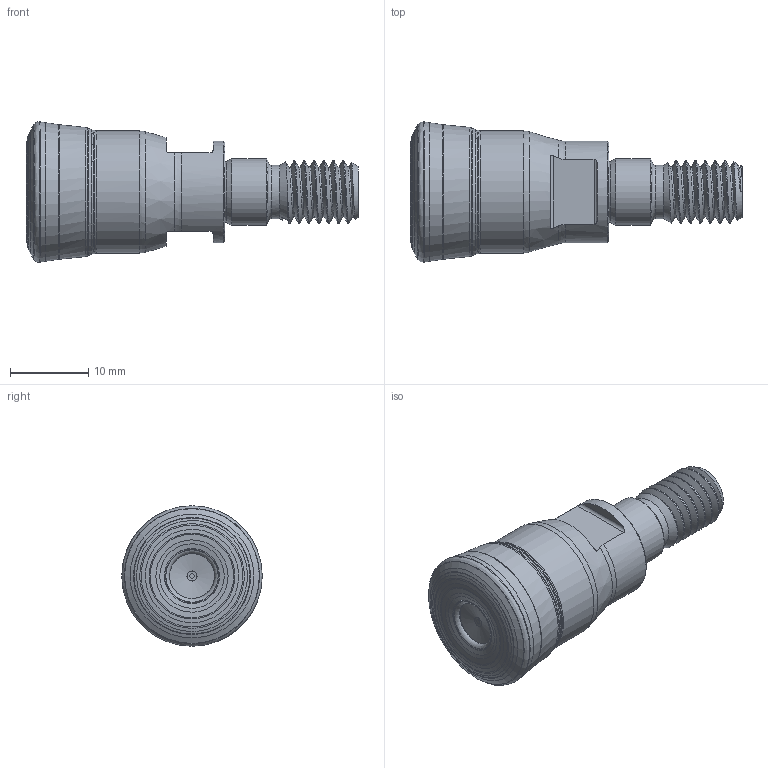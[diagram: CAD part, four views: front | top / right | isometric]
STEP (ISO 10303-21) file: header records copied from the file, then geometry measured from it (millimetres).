
FILE_DESCRIPTION(/* description */ (''),/* implementation_level */ '2;1');
FILE_NAME(/* name */ 'MHF-ENMX06-D070Z2M08.stp',/* time_stamp */ '2020-09-23T13:31:57+09:00',/* author */ (''),/* organization */ (''),/* preprocessor_version */ 'ST-DEVELOPER v16',/* originating_system */ 'SIEMENS PLM Software NX 10.0',/* authorisation */ '');
FILE_SCHEMA (('AP203_CONFIGURATION_CONTROLLED_3D_DESIGN_OF_MECHANICAL_PARTS_AND_ASSEMBLIES_MIM_LF { 1 0 10303 403 2 1 2}'));
Length unit declared in the file: millimetre
Products named in the file (1): 12011488FE3F3d00
Bounding box: 42.4 x 17.94 x 17.94 mm (x, y, z)
Volume: 5207.4 mm3; surface area: 2424.2 mm2
Topology: 1 solids, 2 shells, 74 faces, 194 edges, 126 vertices
Faces by surface type: revolution 33, plane 12, cylinder 11, cone 10, torus 5, bspline 3
Full cylindrical faces by diameter (mm): 3.5 x1, 6.8 x1, 8.5 x1, 13 x1, 15.6 x1
Entity records: 4023 total; most frequent: CARTESIAN_POINT 2562, DIRECTION 258, ORIENTED_EDGE 216, EDGE_LOOP 125, EDGE_CURVE 108, FACE_BOUND 106, AXIS2_PLACEMENT_3D 102, VERTEX_POINT 90
